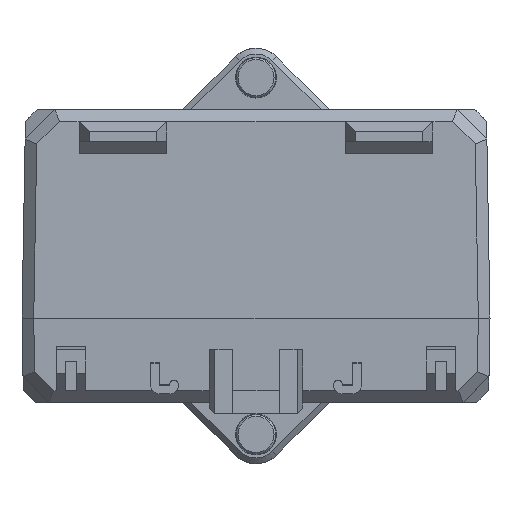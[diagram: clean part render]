
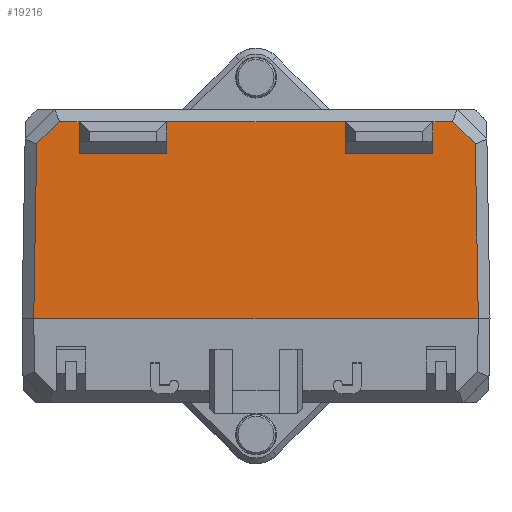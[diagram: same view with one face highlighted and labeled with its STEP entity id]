
A CAD part, front view. The second image highlights one B-rep face of the part: STEP entity #19216.
In plain terms, the highlighted planar face has unit normal (0, -1, 0.018).
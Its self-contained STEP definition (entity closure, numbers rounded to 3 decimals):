
#474 = ORIENTED_EDGE ( 'NONE', *, *, #1558, .T. ) ;
#918 = ORIENTED_EDGE ( 'NONE', *, *, #20355, .T. ) ;
#1100 = EDGE_CURVE ( 'NONE', #13454, #1106, #6501, .T. ) ;
#1101 = ORIENTED_EDGE ( 'NONE', *, *, #1100, .F. ) ;
#1102 = ORIENTED_EDGE ( 'NONE', *, *, #1107, .T. ) ;
#1103 = VERTEX_POINT ( 'NONE', #6504 ) ;
#1106 = VERTEX_POINT ( 'NONE', #6453 ) ;
#1107 = EDGE_CURVE ( 'NONE', #1103, #1106, #6497, .T. ) ;
#1109 = EDGE_CURVE ( 'NONE', #1559, #1103, #6485, .T. ) ;
#1557 = ORIENTED_EDGE ( 'NONE', *, *, #1109, .T. ) ;
#1558 = EDGE_CURVE ( 'NONE', #20703, #1559, #7336, .T. ) ;
#1559 = VERTEX_POINT ( 'NONE', #7338 ) ;
#4074 = EDGE_CURVE ( 'NONE', #4154, #4089, #12432, .T. ) ;
#4089 = VERTEX_POINT ( 'NONE', #12461 ) ;
#4154 = VERTEX_POINT ( 'NONE', #12546 ) ;
#6453 = CARTESIAN_POINT ( 'NONE',  ( -15.25, -37.414, 33.564 ) ) ;
#6469 = CARTESIAN_POINT ( 'NONE',  ( 40., -37.414, 33.564 ) ) ;
#6482 = DIRECTION ( 'NONE',  ( 0., 0.017, 1. ) ) ;
#6483 = VECTOR ( 'NONE', #6482, 1000. ) ;
#6484 = CARTESIAN_POINT ( 'NONE',  ( 15.25, -37.475, 30.1 ) ) ;
#6485 = LINE ( 'NONE', #6484, #6483 ) ;
#6493 = DIRECTION ( 'NONE',  ( -1., 0., 0. ) ) ;
#6494 = VECTOR ( 'NONE', #6493, 1000. ) ;
#6497 = LINE ( 'NONE', #6469, #6494 ) ;
#6498 = DIRECTION ( 'NONE',  ( 0., 0.017, 1. ) ) ;
#6499 = VECTOR ( 'NONE', #6498, 1000. ) ;
#6500 = CARTESIAN_POINT ( 'NONE',  ( -15.25, -37.475, 30.1 ) ) ;
#6501 = LINE ( 'NONE', #6500, #6499 ) ;
#6504 = CARTESIAN_POINT ( 'NONE',  ( 15.25, -37.414, 33.564 ) ) ;
#7329 = DIRECTION ( 'NONE',  ( -1., 0., 0. ) ) ;
#7334 = VECTOR ( 'NONE', #7329, 1000. ) ;
#7335 = CARTESIAN_POINT ( 'NONE',  ( 30.25, -37.475, 30.1 ) ) ;
#7336 = LINE ( 'NONE', #7335, #7334 ) ;
#7338 = CARTESIAN_POINT ( 'NONE',  ( 15.25, -37.475, 30.1 ) ) ;
#12429 = DIRECTION ( 'NONE',  ( -1., 0., 0. ) ) ;
#12430 = VECTOR ( 'NONE', #12429, 1000. ) ;
#12431 = CARTESIAN_POINT ( 'NONE',  ( 40., -38., 0. ) ) ;
#12432 = LINE ( 'NONE', #12431, #12430 ) ;
#12461 = CARTESIAN_POINT ( 'NONE',  ( -37.999, -38., 0. ) ) ;
#12546 = CARTESIAN_POINT ( 'NONE',  ( 38., -38., 0. ) ) ;
#13454 = VERTEX_POINT ( 'NONE', #14368 ) ;
#14368 = CARTESIAN_POINT ( 'NONE',  ( -15.25, -37.475, 30.1 ) ) ;
#14534 = DIRECTION ( 'NONE',  ( 0., 0.017, 1. ) ) ;
#14539 = CARTESIAN_POINT ( 'NONE',  ( 40., -38., 0. ) ) ;
#14541 = AXIS2_PLACEMENT_3D ( 'NONE', #14539, #14547, #14534 ) ;
#14547 = DIRECTION ( 'NONE',  ( 0., 1., -0.017 ) ) ;
#14548 = FACE_OUTER_BOUND ( 'NONE', #18394, .T. ) ;
#14561 = PLANE ( 'NONE',  #14541 ) ;
#15522 = CARTESIAN_POINT ( 'NONE',  ( -30.25, -37.475, 30.1 ) ) ;
#15550 = DIRECTION ( 'NONE',  ( 1., 0., 0. ) ) ;
#15551 = VECTOR ( 'NONE', #15550, 1000. ) ;
#15552 = CARTESIAN_POINT ( 'NONE',  ( -30.25, -37.475, 30.1 ) ) ;
#15557 = LINE ( 'NONE', #15552, #15551 ) ;
#15670 = LINE ( 'NONE', #15722, #15721 ) ;
#15676 = VECTOR ( 'NONE', #15732, 1000. ) ;
#15688 = CARTESIAN_POINT ( 'NONE',  ( -30.25, -37.475, 30.1 ) ) ;
#15689 = LINE ( 'NONE', #15688, #15676 ) ;
#15705 = DIRECTION ( 'NONE',  ( -0.713, -0.012, -0.701 ) ) ;
#15706 = VECTOR ( 'NONE', #15705, 1000. ) ;
#15707 = CARTESIAN_POINT ( 'NONE',  ( -38.064, -37.491, 29.174 ) ) ;
#15708 = LINE ( 'NONE', #15707, #15706 ) ;
#15712 = CARTESIAN_POINT ( 'NONE',  ( 30.25, -37.475, 30.1 ) ) ;
#15720 = DIRECTION ( 'NONE',  ( -1., 0., 0. ) ) ;
#15721 = VECTOR ( 'NONE', #15720, 1000. ) ;
#15722 = CARTESIAN_POINT ( 'NONE',  ( 40., -37.414, 33.564 ) ) ;
#15729 = CARTESIAN_POINT ( 'NONE',  ( -37.48, -37.481, 29.748 ) ) ;
#15731 = CARTESIAN_POINT ( 'NONE',  ( -30.25, -37.414, 33.564 ) ) ;
#15732 = DIRECTION ( 'NONE',  ( 0., 0.017, 1. ) ) ;
#15787 = CARTESIAN_POINT ( 'NONE',  ( -33.597, -37.414, 33.564 ) ) ;
#15813 = CARTESIAN_POINT ( 'NONE',  ( 37.48, -37.481, 29.747 ) ) ;
#15909 = LINE ( 'NONE', #15712, #16148 ) ;
#15978 = CARTESIAN_POINT ( 'NONE',  ( 38., -38.001, -0.035 ) ) ;
#15979 = LINE ( 'NONE', #15978, #16003 ) ;
#16002 = DIRECTION ( 'NONE',  ( -0.017, 0.017, 1. ) ) ;
#16003 = VECTOR ( 'NONE', #16002, 1000. ) ;
#16040 = DIRECTION ( 'NONE',  ( -0.713, 0.012, 0.701 ) ) ;
#16041 = VECTOR ( 'NONE', #16040, 1000. ) ;
#16042 = CARTESIAN_POINT ( 'NONE',  ( 32.977, -37.403, 34.174 ) ) ;
#16044 = LINE ( 'NONE', #16042, #16041 ) ;
#16049 = DIRECTION ( 'NONE',  ( -0.017, -0.017, -1. ) ) ;
#16057 = CARTESIAN_POINT ( 'NONE',  ( -38., -38.001, -0.035 ) ) ;
#16058 = LINE ( 'NONE', #16057, #16067 ) ;
#16066 = CARTESIAN_POINT ( 'NONE',  ( 30.25, -37.414, 33.564 ) ) ;
#16067 = VECTOR ( 'NONE', #16049, 1000. ) ;
#16075 = CARTESIAN_POINT ( 'NONE',  ( 33.597, -37.414, 33.564 ) ) ;
#16094 = DIRECTION ( 'NONE',  ( -1., 0., 0. ) ) ;
#16095 = VECTOR ( 'NONE', #16094, 1000. ) ;
#16096 = CARTESIAN_POINT ( 'NONE',  ( 40., -37.414, 33.564 ) ) ;
#16097 = LINE ( 'NONE', #16096, #16095 ) ;
#16148 = VECTOR ( 'NONE', #16160, 1000. ) ;
#16160 = DIRECTION ( 'NONE',  ( 0., 0.017, 1. ) ) ;
#16506 = CARTESIAN_POINT ( 'NONE',  ( 30.25, -37.475, 30.1 ) ) ;
#18394 = EDGE_LOOP ( 'NONE', ( #19097, #918, #20263, #20379, #20327, #20473, #20451, #20505, #20481, #20511, #474, #1557, #1102, #1101 ) ) ;
#19097 = ORIENTED_EDGE ( 'NONE', *, *, #20277, .F. ) ;
#19216 = ADVANCED_FACE ( 'NONE', ( #14548 ), #14561, .F. ) ;
#20263 = ORIENTED_EDGE ( 'NONE', *, *, #20368, .T. ) ;
#20266 = VERTEX_POINT ( 'NONE', #15522 ) ;
#20277 = EDGE_CURVE ( 'NONE', #20266, #13454, #15557, .T. ) ;
#20327 = ORIENTED_EDGE ( 'NONE', *, *, #20512, .T. ) ;
#20355 = EDGE_CURVE ( 'NONE', #20266, #20367, #15689, .T. ) ;
#20366 = VERTEX_POINT ( 'NONE', #15729 ) ;
#20367 = VERTEX_POINT ( 'NONE', #15731 ) ;
#20368 = EDGE_CURVE ( 'NONE', #20367, #20408, #15670, .T. ) ;
#20379 = ORIENTED_EDGE ( 'NONE', *, *, #20388, .T. ) ;
#20388 = EDGE_CURVE ( 'NONE', #20408, #20366, #15708, .T. ) ;
#20408 = VERTEX_POINT ( 'NONE', #15787 ) ;
#20443 = VERTEX_POINT ( 'NONE', #15813 ) ;
#20451 = ORIENTED_EDGE ( 'NONE', *, *, #20464, .T. ) ;
#20464 = EDGE_CURVE ( 'NONE', #4154, #20443, #15979, .T. ) ;
#20473 = ORIENTED_EDGE ( 'NONE', *, *, #4074, .F. ) ;
#20475 = EDGE_CURVE ( 'NONE', #20443, #20492, #16044, .T. ) ;
#20481 = ORIENTED_EDGE ( 'NONE', *, *, #20519, .T. ) ;
#20492 = VERTEX_POINT ( 'NONE', #16075 ) ;
#20499 = VERTEX_POINT ( 'NONE', #16066 ) ;
#20505 = ORIENTED_EDGE ( 'NONE', *, *, #20475, .T. ) ;
#20511 = ORIENTED_EDGE ( 'NONE', *, *, #20630, .F. ) ;
#20512 = EDGE_CURVE ( 'NONE', #20366, #4089, #16058, .T. ) ;
#20519 = EDGE_CURVE ( 'NONE', #20492, #20499, #16097, .T. ) ;
#20630 = EDGE_CURVE ( 'NONE', #20703, #20499, #15909, .T. ) ;
#20703 = VERTEX_POINT ( 'NONE', #16506 ) ;
